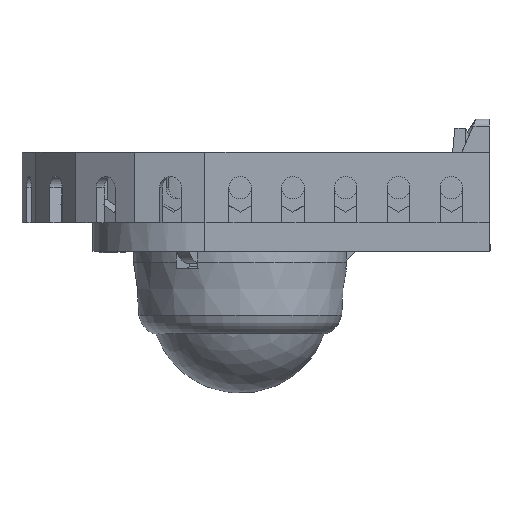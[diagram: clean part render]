
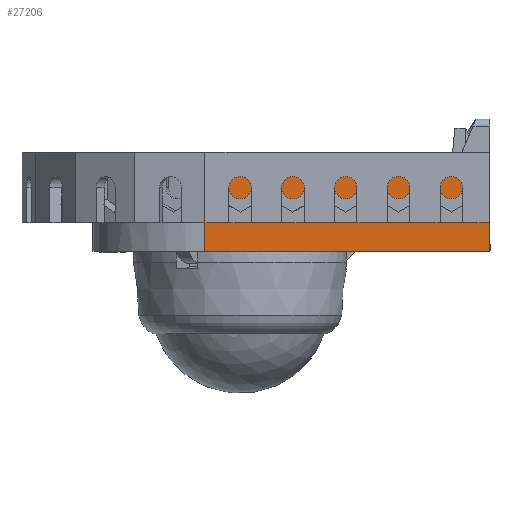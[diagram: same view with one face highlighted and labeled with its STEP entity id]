
A CAD part, left-side view. The second image highlights one B-rep face of the part: STEP entity #27206.
In plain terms, the highlighted face is planar.
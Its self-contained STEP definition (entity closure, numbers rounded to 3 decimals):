
#138 = ORIENTED_EDGE ( 'NONE', *, *, #11286, .F. ) ;
#183 = ORIENTED_EDGE ( 'NONE', *, *, #6190, .F. ) ;
#269 = ORIENTED_EDGE ( 'NONE', *, *, #2604, .T. ) ;
#564 = CARTESIAN_POINT ( 'NONE',  ( 31., 14.75, 35. ) ) ;
#884 = DIRECTION ( 'NONE',  ( 0., 0., 1. ) ) ;
#908 = EDGE_CURVE ( 'NONE', #12164, #35462, #46001, .T. ) ;
#2436 = LINE ( 'NONE', #15246, #44223 ) ;
#2604 = EDGE_CURVE ( 'NONE', #2959, #45449, #45815, .T. ) ;
#2959 = VERTEX_POINT ( 'NONE', #10342 ) ;
#3838 = VERTEX_POINT ( 'NONE', #44355 ) ;
#4254 = VECTOR ( 'NONE', #884, 1000. ) ;
#4732 = CARTESIAN_POINT ( 'NONE',  ( 31., 18.948, 10.5 ) ) ;
#5041 = EDGE_CURVE ( 'NONE', #18513, #35462, #16801, .T. ) ;
#5213 = VECTOR ( 'NONE', #25818, 1000. ) ;
#6190 = EDGE_CURVE ( 'NONE', #2959, #18041, #26002, .T. ) ;
#6282 = LINE ( 'NONE', #7365, #29846 ) ;
#6401 = VECTOR ( 'NONE', #40012, 1000. ) ;
#6417 = VERTEX_POINT ( 'NONE', #36503 ) ;
#6950 = CARTESIAN_POINT ( 'NONE',  ( 31., 14.8, 35.4 ) ) ;
#7109 = VECTOR ( 'NONE', #22528, 1000. ) ;
#7337 = FACE_OUTER_BOUND ( 'NONE', #26988, .T. ) ;
#7365 = CARTESIAN_POINT ( 'NONE',  ( 31., 18.948, 33. ) ) ;
#7727 = CARTESIAN_POINT ( 'NONE',  ( 31., 18.8, 35. ) ) ;
#7836 = VECTOR ( 'NONE', #22085, 1000. ) ;
#8444 = ORIENTED_EDGE ( 'NONE', *, *, #11858, .T. ) ;
#8762 = CARTESIAN_POINT ( 'NONE',  ( 31., 18.8, -5. ) ) ;
#9362 = CARTESIAN_POINT ( 'NONE',  ( 31., 18.8, 35.4 ) ) ;
#9701 = EDGE_CURVE ( 'NONE', #20789, #6417, #45253, .T. ) ;
#9924 = CARTESIAN_POINT ( 'NONE',  ( 31., 4.75, -5. ) ) ;
#9985 = EDGE_CURVE ( 'NONE', #6417, #30560, #14006, .T. ) ;
#9994 = ORIENTED_EDGE ( 'NONE', *, *, #16678, .F. ) ;
#10033 = DIRECTION ( 'NONE',  ( 0., -1., 0. ) ) ;
#10342 = CARTESIAN_POINT ( 'NONE',  ( 31., 14.75, 10.5 ) ) ;
#10894 = VECTOR ( 'NONE', #33723, 1000. ) ;
#11286 = EDGE_CURVE ( 'NONE', #18455, #12164, #12767, .T. ) ;
#11858 = EDGE_CURVE ( 'NONE', #18455, #28380, #6282, .T. ) ;
#11915 = ORIENTED_EDGE ( 'NONE', *, *, #9701, .F. ) ;
#12164 = VERTEX_POINT ( 'NONE', #21570 ) ;
#12767 = LINE ( 'NONE', #28665, #22717 ) ;
#13626 = ORIENTED_EDGE ( 'NONE', *, *, #41595, .F. ) ;
#13757 = ORIENTED_EDGE ( 'NONE', *, *, #5041, .T. ) ;
#14006 = LINE ( 'NONE', #8762, #28734 ) ;
#14034 = VECTOR ( 'NONE', #31383, 1000. ) ;
#14495 = AXIS2_PLACEMENT_3D ( 'NONE', #34788, #31000, #24068 ) ;
#15246 = CARTESIAN_POINT ( 'NONE',  ( 31., 18.948, 12. ) ) ;
#16288 = ORIENTED_EDGE ( 'NONE', *, *, #43169, .T. ) ;
#16678 = EDGE_CURVE ( 'NONE', #30560, #45449, #42363, .T. ) ;
#16801 = LINE ( 'NONE', #29620, #10894 ) ;
#17284 = LINE ( 'NONE', #6950, #7836 ) ;
#18041 = VERTEX_POINT ( 'NONE', #41267 ) ;
#18455 = VERTEX_POINT ( 'NONE', #19479 ) ;
#18513 = VERTEX_POINT ( 'NONE', #26873 ) ;
#19479 = CARTESIAN_POINT ( 'NONE',  ( 31., 14.75, 33. ) ) ;
#19691 = CARTESIAN_POINT ( 'NONE',  ( 31., 4.75, -5. ) ) ;
#19978 = CARTESIAN_POINT ( 'NONE',  ( 31., 4.75, 10.5 ) ) ;
#20789 = VERTEX_POINT ( 'NONE', #9362 ) ;
#21570 = CARTESIAN_POINT ( 'NONE',  ( 31., 14.75, 35. ) ) ;
#22085 = DIRECTION ( 'NONE',  ( 0., -1., 0. ) ) ;
#22312 = DIRECTION ( 'NONE',  ( 0., -1., 0. ) ) ;
#22528 = DIRECTION ( 'NONE',  ( 0., -1., 0. ) ) ;
#22717 = VECTOR ( 'NONE', #43477, 1000. ) ;
#23774 = ORIENTED_EDGE ( 'NONE', *, *, #35396, .T. ) ;
#24068 = DIRECTION ( 'NONE',  ( 0., 0., 1. ) ) ;
#24785 = CARTESIAN_POINT ( 'NONE',  ( 31., 4.75, 35.4 ) ) ;
#25818 = DIRECTION ( 'NONE',  ( 0., 0., -1. ) ) ;
#26002 = LINE ( 'NONE', #564, #4254 ) ;
#26318 = CARTESIAN_POINT ( 'NONE',  ( 31., 18.8, -5. ) ) ;
#26873 = CARTESIAN_POINT ( 'NONE',  ( 31., 4.75, 35.4 ) ) ;
#26988 = EDGE_LOOP ( 'NONE', ( #11915, #23774, #16288, #13757, #39041, #138, #8444, #30750, #13626, #183, #269, #9994, #34347 ) ) ;
#27206 = ADVANCED_FACE ( 'NONE', ( #7337 ), #27854, .F. ) ;
#27241 = CARTESIAN_POINT ( 'NONE',  ( 31., 4.75, 12. ) ) ;
#27617 = CARTESIAN_POINT ( 'NONE',  ( 31., 4.75, -5. ) ) ;
#27854 = PLANE ( 'NONE',  #14495 ) ;
#28380 = VERTEX_POINT ( 'NONE', #39442 ) ;
#28665 = CARTESIAN_POINT ( 'NONE',  ( 31., 14.75, 35. ) ) ;
#28734 = VECTOR ( 'NONE', #38828, 1000. ) ;
#29620 = CARTESIAN_POINT ( 'NONE',  ( 31., 4.75, 49.63 ) ) ;
#29846 = VECTOR ( 'NONE', #36845, 1000. ) ;
#29987 = VERTEX_POINT ( 'NONE', #27241 ) ;
#30560 = VERTEX_POINT ( 'NONE', #27617 ) ;
#30750 = ORIENTED_EDGE ( 'NONE', *, *, #34490, .F. ) ;
#31000 = DIRECTION ( 'NONE',  ( -1., 0., 0. ) ) ;
#31383 = DIRECTION ( 'NONE',  ( 0., -1., 0. ) ) ;
#33723 = DIRECTION ( 'NONE',  ( 0., 0., -1. ) ) ;
#34347 = ORIENTED_EDGE ( 'NONE', *, *, #9985, .F. ) ;
#34490 = EDGE_CURVE ( 'NONE', #29987, #28380, #42705, .T. ) ;
#34788 = CARTESIAN_POINT ( 'NONE',  ( 31., 18.8, -5. ) ) ;
#35396 = EDGE_CURVE ( 'NONE', #20789, #3838, #17284, .T. ) ;
#35462 = VERTEX_POINT ( 'NONE', #45289 ) ;
#36503 = CARTESIAN_POINT ( 'NONE',  ( 31., 18.8, -5. ) ) ;
#36845 = DIRECTION ( 'NONE',  ( 0., -1., 0. ) ) ;
#38828 = DIRECTION ( 'NONE',  ( 0., -1., 0. ) ) ;
#39041 = ORIENTED_EDGE ( 'NONE', *, *, #908, .F. ) ;
#39372 = LINE ( 'NONE', #24785, #39984 ) ;
#39442 = CARTESIAN_POINT ( 'NONE',  ( 31., 4.75, 33. ) ) ;
#39984 = VECTOR ( 'NONE', #10033, 1000. ) ;
#40012 = DIRECTION ( 'NONE',  ( 0., 0., 1. ) ) ;
#41267 = CARTESIAN_POINT ( 'NONE',  ( 31., 14.75, 12. ) ) ;
#41595 = EDGE_CURVE ( 'NONE', #18041, #29987, #2436, .T. ) ;
#42363 = LINE ( 'NONE', #9924, #6401 ) ;
#42705 = LINE ( 'NONE', #19691, #43871 ) ;
#43169 = EDGE_CURVE ( 'NONE', #3838, #18513, #39372, .T. ) ;
#43477 = DIRECTION ( 'NONE',  ( 0., 0., 1. ) ) ;
#43871 = VECTOR ( 'NONE', #46685, 1000. ) ;
#44223 = VECTOR ( 'NONE', #22312, 1000. ) ;
#44355 = CARTESIAN_POINT ( 'NONE',  ( 31., 14.8, 35.4 ) ) ;
#45253 = LINE ( 'NONE', #26318, #5213 ) ;
#45289 = CARTESIAN_POINT ( 'NONE',  ( 31., 4.75, 35. ) ) ;
#45449 = VERTEX_POINT ( 'NONE', #19978 ) ;
#45815 = LINE ( 'NONE', #4732, #14034 ) ;
#46001 = LINE ( 'NONE', #7727, #7109 ) ;
#46685 = DIRECTION ( 'NONE',  ( 0., 0., 1. ) ) ;
